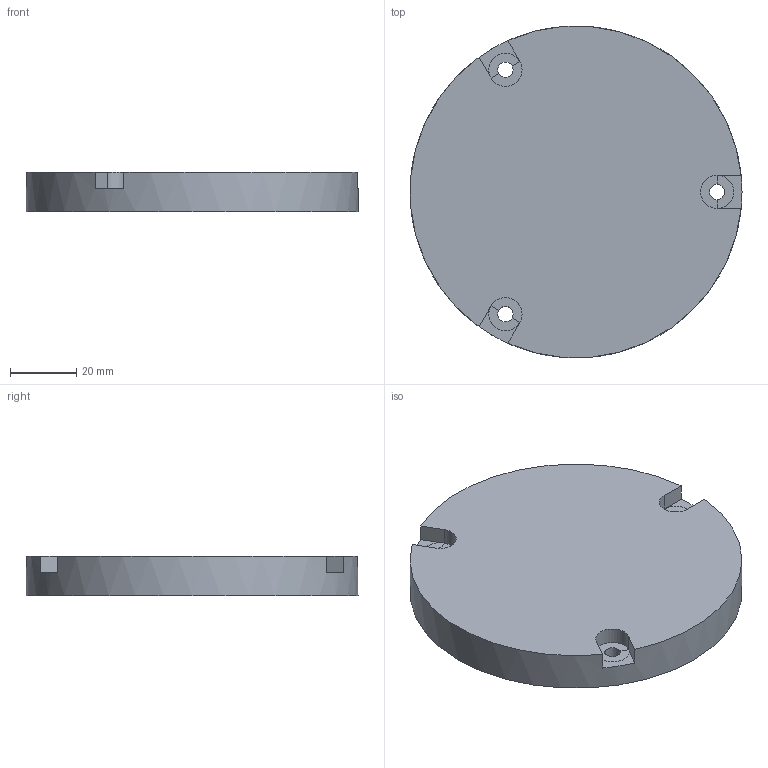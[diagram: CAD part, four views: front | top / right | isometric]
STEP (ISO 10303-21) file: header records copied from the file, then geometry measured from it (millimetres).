
FILE_DESCRIPTION(('FreeCAD Model'),'2;1');
FILE_NAME('Open CASCADE Shape Model','2023-07-05T13:28:52',('Author'),( ''),'Open CASCADE STEP processor 7.6','FreeCAD','Unknown');
FILE_SCHEMA(('AUTOMOTIVE_DESIGN { 1 0 10303 214 1 1 1 1 }'));
Length unit declared in the file: millimetre
Products named in the file (1): Cut001 (Solid)
Bounding box: 100 x 100 x 12 mm (x, y, z)
Volume: 89686.5 mm3; surface area: 21239.9 mm2
Topology: 1 solids, 1 shells, 28 faces, 72 edges, 45 vertices
Faces by surface type: plane 19, cylinder 9
Full cylindrical faces by diameter (mm): 4.6 x3, 70 x1, 78 x1, 100 x1
Entity records: 1857 total; most frequent: CARTESIAN_POINT 380, DIRECTION 285, ORIENTED_EDGE 144, PCURVE 144, DEFINITIONAL_REPRESENTATION 144, LINE 126, VECTOR 126, EDGE_CURVE 72
